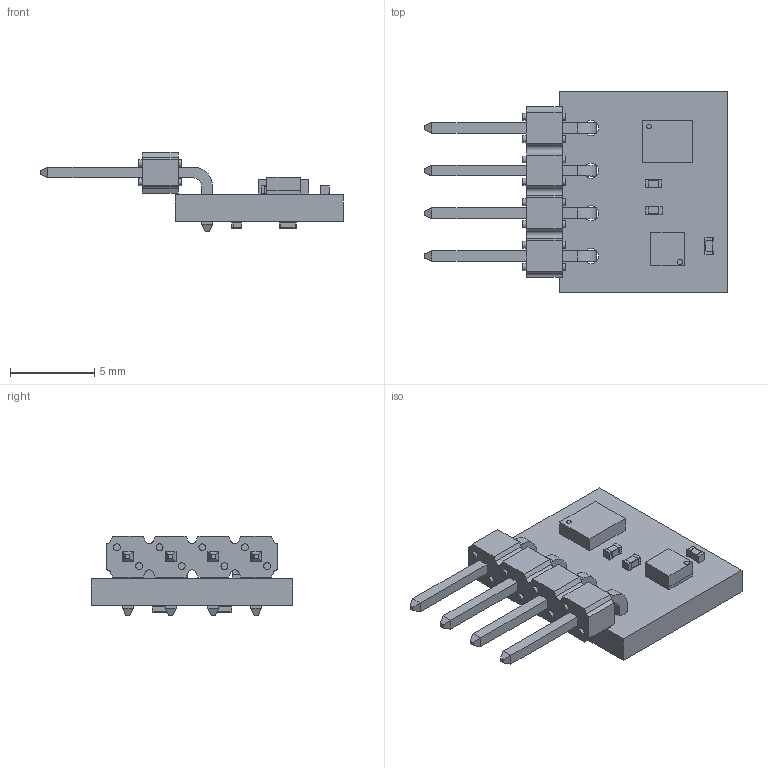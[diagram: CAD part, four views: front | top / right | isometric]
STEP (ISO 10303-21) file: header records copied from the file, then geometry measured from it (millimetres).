
FILE_DESCRIPTION(/* description */ ('KiCad electronic assembly'),/* implementation_level */ '2;1');
FILE_NAME(/* name */ 'IMU_Guanran_RA.step',/* time_stamp */ '2024-11-13T15:30:10+01:00',/* author */ (''),/* organization */ (''),/* preprocessor_version */ 'ST-DEVELOPER v20',/* originating_system */ 'Autodesk Translation Framework v13.20.0.188',/* authorisation */ '');
FILE_SCHEMA (('AUTOMOTIVE_DESIGN { 1 0 10303 214 3 1 1 }'));
Length unit declared in the file: millimetre
Products named in the file (11): IMU_Guanran 1; LSM6DSOXTR; COMPOUND; LIS3MDLTR; COMPOUND_1; C_0402_1005Metric; SOLID; R_0402_1005Metric; SOLID_1; IMU_Guanran PCB; MSBR-1
Assembly tree (15 placements, depth 3):
  IMU_Guanran 1
    C_0402_1005Metric  x3
      SOLID
    LSM6DSOXTR
      COMPOUND
    LIS3MDLTR
      COMPOUND_1
    R_0402_1005Metric  x4
      SOLID_1
    IMU_Guanran PCB
    MSBR-1
Bounding box: 18 x 12 x 4.7 mm (x, y, z)
Volume: 263.7 mm3; surface area: 613.5 mm2
Topology: 40 solids, 40 shells, 674 faces, 1560 edges, 1024 vertices
Faces by surface type: plane 564, cylinder 110
Full cylindrical faces by diameter (mm): 0.283 x2, 0.32 x2, 0.41 x16, 0.9 x4
Entity records: 15209 total; most frequent: CARTESIAN_POINT 2574, DIRECTION 2468, ORIENTED_EDGE 2424, EDGE_CURVE 1212, LINE 1088, VECTOR 1088, VERTEX_POINT 796, AXIS2_PLACEMENT_3D 690
